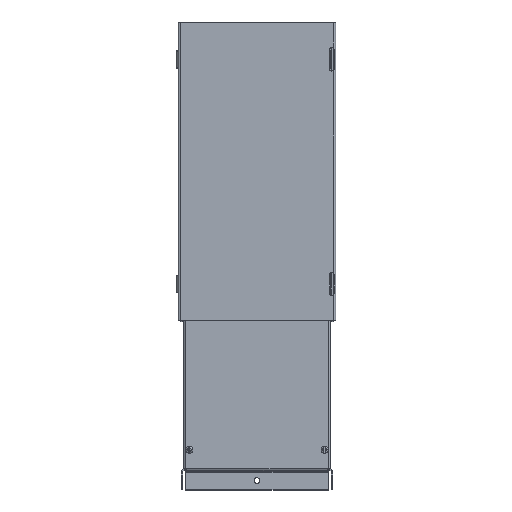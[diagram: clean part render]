
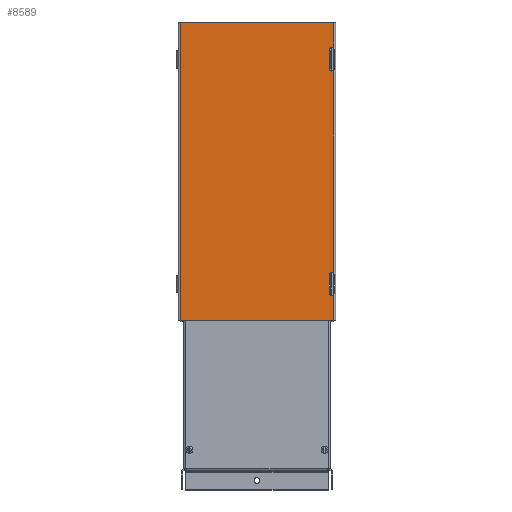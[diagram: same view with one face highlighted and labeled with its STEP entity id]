
A CAD part, top view. The second image highlights one B-rep face of the part: STEP entity #8589.
In plain terms, the highlighted planar face has unit normal (0, 0, 1).
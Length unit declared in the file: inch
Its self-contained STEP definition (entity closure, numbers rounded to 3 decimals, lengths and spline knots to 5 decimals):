
#202 = LINE ( 'NONE', #6789, #4781 ) ;
#299 = AXIS2_PLACEMENT_3D ( 'NONE', #13416, #6583, #1241 ) ;
#475 = EDGE_CURVE ( 'NONE', #6850, #16244, #11687, .T. ) ;
#943 = CARTESIAN_POINT ( 'NONE',  ( 4.104, 7.96875, 6.0725 ) ) ;
#1241 = DIRECTION ( 'NONE',  ( 1., 0., 0. ) ) ;
#1425 = VERTEX_POINT ( 'NONE', #2256 ) ;
#1568 = CARTESIAN_POINT ( 'NONE',  ( 3.864, 6.5, 6.0725 ) ) ;
#1591 = VERTEX_POINT ( 'NONE', #15649 ) ;
#1990 = EDGE_CURVE ( 'NONE', #2623, #11337, #6870, .T. ) ;
#2018 = ORIENTED_EDGE ( 'NONE', *, *, #6001, .T. ) ;
#2110 = CARTESIAN_POINT ( 'NONE',  ( 4.104, -7.96875, 6.0725 ) ) ;
#2256 = CARTESIAN_POINT ( 'NONE',  ( 4.104, 6.54899, 6.0725 ) ) ;
#2454 = VERTEX_POINT ( 'NONE', #1568 ) ;
#2486 = ORIENTED_EDGE ( 'NONE', *, *, #16714, .T. ) ;
#2623 = VERTEX_POINT ( 'NONE', #8510 ) ;
#2674 = VECTOR ( 'NONE', #17509, 39.37008 ) ;
#2733 = ORIENTED_EDGE ( 'NONE', *, *, #3434, .T. ) ;
#2760 = CARTESIAN_POINT ( 'NONE',  ( -4.104, -7.96875, 6.0725 ) ) ;
#3024 = CARTESIAN_POINT ( 'NONE',  ( 4.104, -6.54899, 6.0725 ) ) ;
#3275 = DIRECTION ( 'NONE',  ( 0., 0., -1. ) ) ;
#3342 = ORIENTED_EDGE ( 'NONE', *, *, #16061, .T. ) ;
#3348 = VERTEX_POINT ( 'NONE', #3024 ) ;
#3434 = EDGE_CURVE ( 'NONE', #8619, #3348, #14280, .T. ) ;
#3537 = ORIENTED_EDGE ( 'NONE', *, *, #1990, .T. ) ;
#4090 = CIRCLE ( 'NONE', #14298, 0.125 ) ;
#4126 = CARTESIAN_POINT ( 'NONE',  ( 4.104, -7.96875, 6.0725 ) ) ;
#4415 = ORIENTED_EDGE ( 'NONE', *, *, #16680, .T. ) ;
#4448 = AXIS2_PLACEMENT_3D ( 'NONE', #9971, #15134, #12736 ) ;
#4477 = VERTEX_POINT ( 'NONE', #2760 ) ;
#4605 = DIRECTION ( 'NONE',  ( 0., 1., 0. ) ) ;
#4781 = VECTOR ( 'NONE', #10941, 39.37008 ) ;
#5077 = CARTESIAN_POINT ( 'NONE',  ( 4.104, 5.45101, 6.0725 ) ) ;
#5312 = VECTOR ( 'NONE', #14056, 39.37008 ) ;
#5532 = DIRECTION ( 'NONE',  ( 0., 1., 0. ) ) ;
#6001 = EDGE_CURVE ( 'NONE', #11337, #16418, #15328, .T. ) ;
#6167 = ORIENTED_EDGE ( 'NONE', *, *, #13750, .T. ) ;
#6366 = DIRECTION ( 'NONE',  ( 1., 0., 0. ) ) ;
#6583 = DIRECTION ( 'NONE',  ( 0., 0., -1. ) ) ;
#6659 = CARTESIAN_POINT ( 'NONE',  ( 4.104, -7.96875, 6.0725 ) ) ;
#6789 = CARTESIAN_POINT ( 'NONE',  ( -4.104, -7.96875, 6.0725 ) ) ;
#6850 = VERTEX_POINT ( 'NONE', #11197 ) ;
#6870 = LINE ( 'NONE', #12286, #11285 ) ;
#7276 = CIRCLE ( 'NONE', #4448, 0.125 ) ;
#7440 = LINE ( 'NONE', #15516, #13260 ) ;
#7476 = EDGE_CURVE ( 'NONE', #8776, #1591, #7440, .T. ) ;
#8223 = FACE_OUTER_BOUND ( 'NONE', #15795, .T. ) ;
#8299 = CARTESIAN_POINT ( 'NONE',  ( 3.864, -7.96875, 6.0725 ) ) ;
#8510 = CARTESIAN_POINT ( 'NONE',  ( 4.104, -5.45101, 6.0725 ) ) ;
#8589 = ADVANCED_FACE ( 'NONE', ( #8223 ), #16401, .T. ) ;
#8619 = VERTEX_POINT ( 'NONE', #4126 ) ;
#8776 = VERTEX_POINT ( 'NONE', #11319 ) ;
#8969 = EDGE_CURVE ( 'NONE', #6850, #4477, #202, .T. ) ;
#9542 = ORIENTED_EDGE ( 'NONE', *, *, #17158, .F. ) ;
#9718 = LINE ( 'NONE', #8299, #5312 ) ;
#9822 = CARTESIAN_POINT ( 'NONE',  ( 3.864, 5.5, 6.0725 ) ) ;
#9971 = CARTESIAN_POINT ( 'NONE',  ( 3.989, 6.5, 6.0725 ) ) ;
#10016 = DIRECTION ( 'NONE',  ( 1., 0., 0. ) ) ;
#10384 = DIRECTION ( 'NONE',  ( -1., 0., 0. ) ) ;
#10941 = DIRECTION ( 'NONE',  ( 0., -1., 0. ) ) ;
#10973 = VECTOR ( 'NONE', #10384, 39.37008 ) ;
#11144 = DIRECTION ( 'NONE',  ( 1., 0., 0. ) ) ;
#11197 = CARTESIAN_POINT ( 'NONE',  ( -4.104, 7.96875, 6.0725 ) ) ;
#11265 = DIRECTION ( 'NONE',  ( 1., 0., 0. ) ) ;
#11285 = VECTOR ( 'NONE', #5532, 39.37008 ) ;
#11319 = CARTESIAN_POINT ( 'NONE',  ( 3.864, -6.5, 6.0725 ) ) ;
#11337 = VERTEX_POINT ( 'NONE', #5077 ) ;
#11365 = VECTOR ( 'NONE', #6366, 39.37008 ) ;
#11544 = LINE ( 'NONE', #14207, #10973 ) ;
#11687 = LINE ( 'NONE', #943, #11365 ) ;
#12286 = CARTESIAN_POINT ( 'NONE',  ( 4.104, -7.96875, 6.0725 ) ) ;
#12310 = CIRCLE ( 'NONE', #13148, 0.125 ) ;
#12579 = DIRECTION ( 'NONE',  ( 0., 0., 1. ) ) ;
#12680 = ORIENTED_EDGE ( 'NONE', *, *, #8969, .T. ) ;
#12696 = CARTESIAN_POINT ( 'NONE',  ( 3.989, -6.5, 6.0725 ) ) ;
#12736 = DIRECTION ( 'NONE',  ( 1., 0., 0. ) ) ;
#12860 = DIRECTION ( 'NONE',  ( 0., 1., 0. ) ) ;
#13148 = AXIS2_PLACEMENT_3D ( 'NONE', #12696, #14103, #11265 ) ;
#13260 = VECTOR ( 'NONE', #12860, 39.37008 ) ;
#13416 = CARTESIAN_POINT ( 'NONE',  ( 3.989, 5.5, 6.0725 ) ) ;
#13558 = CARTESIAN_POINT ( 'NONE',  ( 4.104, -7.96875, 6.0725 ) ) ;
#13750 = EDGE_CURVE ( 'NONE', #1591, #2623, #4090, .T. ) ;
#13863 = AXIS2_PLACEMENT_3D ( 'NONE', #13558, #12579, #11144 ) ;
#13940 = VECTOR ( 'NONE', #4605, 39.37008 ) ;
#13962 = EDGE_CURVE ( 'NONE', #1425, #16244, #14729, .T. ) ;
#14056 = DIRECTION ( 'NONE',  ( 0., 1., 0. ) ) ;
#14103 = DIRECTION ( 'NONE',  ( 0., 0., -1. ) ) ;
#14207 = CARTESIAN_POINT ( 'NONE',  ( -4.104, -7.96875, 6.0725 ) ) ;
#14280 = LINE ( 'NONE', #2110, #13940 ) ;
#14298 = AXIS2_PLACEMENT_3D ( 'NONE', #16959, #3275, #10016 ) ;
#14358 = ORIENTED_EDGE ( 'NONE', *, *, #475, .F. ) ;
#14729 = LINE ( 'NONE', #6659, #2674 ) ;
#15134 = DIRECTION ( 'NONE',  ( 0., 0., -1. ) ) ;
#15314 = ORIENTED_EDGE ( 'NONE', *, *, #7476, .T. ) ;
#15328 = CIRCLE ( 'NONE', #299, 0.125 ) ;
#15516 = CARTESIAN_POINT ( 'NONE',  ( 3.864, -7.96875, 6.0725 ) ) ;
#15560 = ORIENTED_EDGE ( 'NONE', *, *, #13962, .T. ) ;
#15649 = CARTESIAN_POINT ( 'NONE',  ( 3.864, -5.5, 6.0725 ) ) ;
#15795 = EDGE_LOOP ( 'NONE', ( #9542, #2733, #3342, #15314, #6167, #3537, #2018, #4415, #2486, #15560, #14358, #12680 ) ) ;
#16061 = EDGE_CURVE ( 'NONE', #3348, #8776, #12310, .T. ) ;
#16236 = CARTESIAN_POINT ( 'NONE',  ( 4.104, 7.96875, 6.0725 ) ) ;
#16244 = VERTEX_POINT ( 'NONE', #16236 ) ;
#16401 = PLANE ( 'NONE',  #13863 ) ;
#16418 = VERTEX_POINT ( 'NONE', #9822 ) ;
#16680 = EDGE_CURVE ( 'NONE', #16418, #2454, #9718, .T. ) ;
#16714 = EDGE_CURVE ( 'NONE', #2454, #1425, #7276, .T. ) ;
#16959 = CARTESIAN_POINT ( 'NONE',  ( 3.989, -5.5, 6.0725 ) ) ;
#17158 = EDGE_CURVE ( 'NONE', #8619, #4477, #11544, .T. ) ;
#17509 = DIRECTION ( 'NONE',  ( 0., 1., 0. ) ) ;
